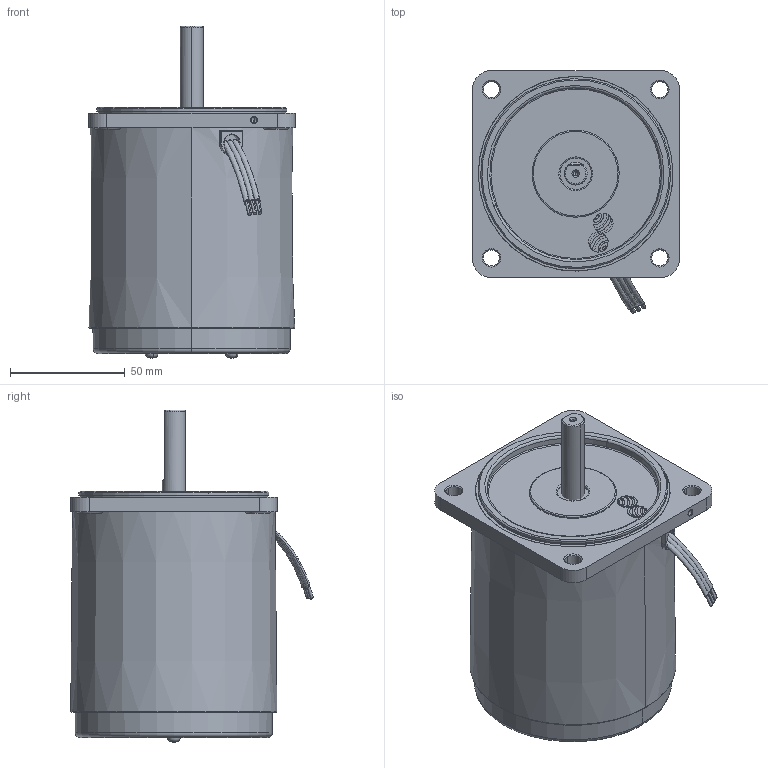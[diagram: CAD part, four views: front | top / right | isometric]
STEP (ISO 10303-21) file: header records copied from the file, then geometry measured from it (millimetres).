
FILE_DESCRIPTION (( 'STEP AP203' ), '1' );
FILE_NAME ('5RK40A-¡¼-5C170¡¼0000Z0.STEP', '2018-01-02T02:47:05', ( '' ), ( '' ), 'SwSTEP 2.0', 'SolidWorks 2010', '' );
FILE_SCHEMA (( 'CONFIG_CONTROL_DESIGN' ));
Length unit declared in the file: millimetre
Products named in the file (8): 出口線-3條; 丸頭十字螺絲M3x6_B18.6.7M - M3 x 0.5 x 8 Type I Cross Recessed PHMS --8C; 40A; 5RK40A-〖-5C170〖0000Z0; M540-RK; 上蓋 C583-30; 線扣; 彈簧壓板M5φ45x1t_Default
Assembly tree (8 placements, depth 2):
  5RK40A-〖-5C170〖0000Z0
    丸頭十字螺絲M3x6_B18.6.7M - M3 x 0.5 x 8 Type I Cross Recessed PHMS --8C  x2
    M540-RK
    彈簧壓板M5φ45x1t_Default
    上蓋 C583-30
    40A
    出口線-3條
    線扣
Bounding box: 90.3 x 105.88 x 144.96 mm (x, y, z)
Volume: 667256.5 mm3; surface area: 66949.4 mm2
Topology: 10 solids, 10 shells, 430 faces, 1078 edges, 690 vertices
Faces by surface type: cylinder 217, plane 107, torus 49, cone 37, bspline 12, sphere 8
Entity records: 13539 total; most frequent: CARTESIAN_POINT 2622, DIRECTION 2373, ORIENTED_EDGE 1992, AXIS2_PLACEMENT_3D 1017, EDGE_CURVE 996, VERTEX_POINT 642, CIRCLE 617, EDGE_LOOP 454
